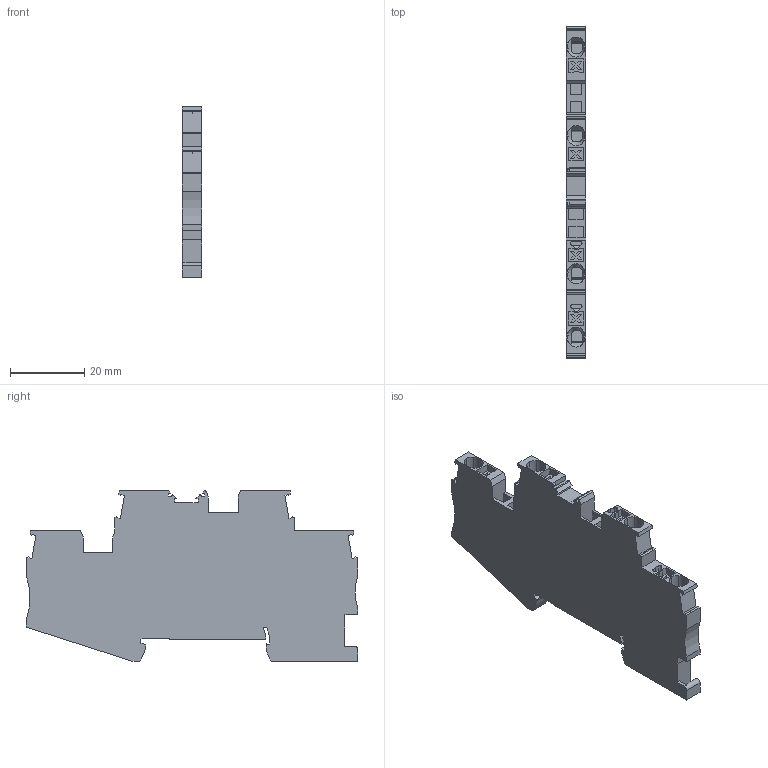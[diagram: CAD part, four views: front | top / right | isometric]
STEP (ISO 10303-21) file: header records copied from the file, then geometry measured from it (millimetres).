
FILE_DESCRIPTION(('Creo Elements/Direct Modeling STEP Export'),'2;1');
FILE_NAME('model.stp','2024-03-14T 9:20:41',(''),(''),'Creo Elements/Direct Modeling STEP processor for AP214 (Solid Model)','Creo Elements/Direct Modeling 20.1D 10-Oct-2020 (C) Parametric Technology GmbH','');
FILE_SCHEMA(('AUTOMOTIVE_DESIGN { 1 0 10303 214 1 1 1 1 }'));
Length unit declared in the file: millimetre
Products named in the file (2): XTTB_2.5_BU-select
Assembly tree (1 placements, depth 2):
  XTTB_2.5_BU-select
    XTTB_2.5_BU-select
Bounding box: 5.15 x 89.55 x 46.05 mm (x, y, z)
Volume: 14364.2 mm3; surface area: 9781.2 mm2
Topology: 1 solids, 1 shells, 345 faces, 992 edges, 663 vertices
Faces by surface type: plane 263, cylinder 67, extrusion 11, cone 4
Entity records: 16222 total; most frequent: CARTESIAN_POINT 4381, ORIENTED_EDGE 1984, DIRECTION 1683, EDGE_CURVE 992, VECTOR 789, LINE 778, VERTEX_POINT 663, AXIS2_PLACEMENT_3D 447
